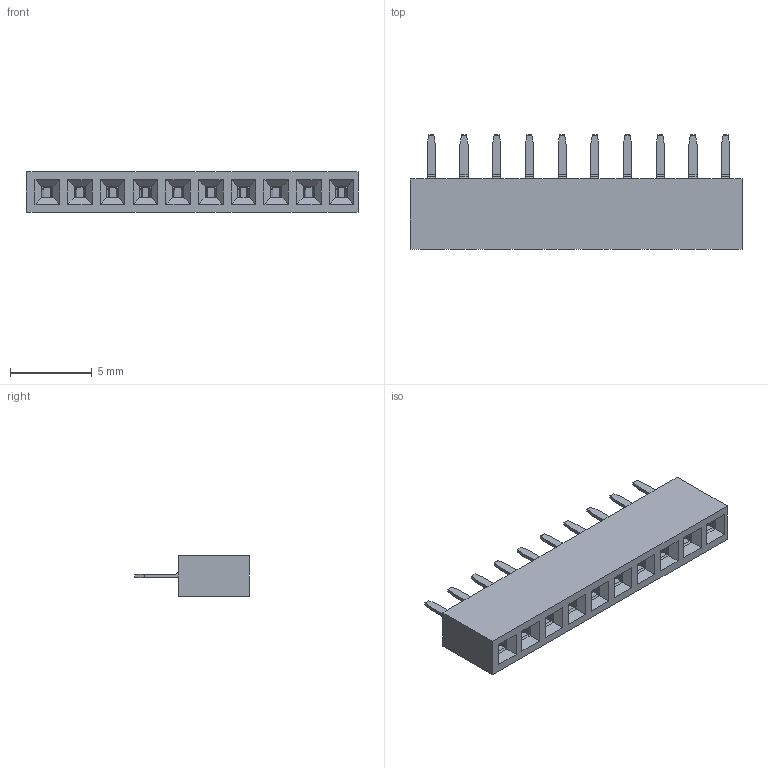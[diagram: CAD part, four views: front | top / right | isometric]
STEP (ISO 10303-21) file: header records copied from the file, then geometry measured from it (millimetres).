
FILE_DESCRIPTION( ('This file contains a STEP AP42 implementation' ,'as created by ZW3D STEP Interface translator.') ,'2;1' );
FILE_NAME( '2243-1XXSXXCUNX1.stp' ,'23 415. 91924', (''), ('ZWCAD Software Co.'), 'Version 1.0', 'ZW3D to STEP translator', '' );
FILE_SCHEMA(('AUTOMOTIVE_DESIGN { 1 0 10303 214 1 1 1 1 }'));
Length unit declared in the file: millimetre
Products named in the file (2): 0; 2243-120SXXCUNX1
Bounding box: 20.3 x 7 x 2.5 mm (x, y, z)
Volume: 167.1 mm3; surface area: 731.5 mm2
Topology: 1 solids, 1 shells, 1176 faces, 3406 edges, 2232 vertices
Faces by surface type: plane 726, cylinder 300, bspline 150
Entity records: 52693 total; most frequent: CARTESIAN_POINT 27520, ORIENTED_EDGE 6812, EDGE_CURVE 3406, B_SPLINE_CURVE_WITH_KNOTS 3217, DIRECTION 2243, VERTEX_POINT 2232, EDGE_LOOP 1216, FACE_OUTER_BOUND 1176
